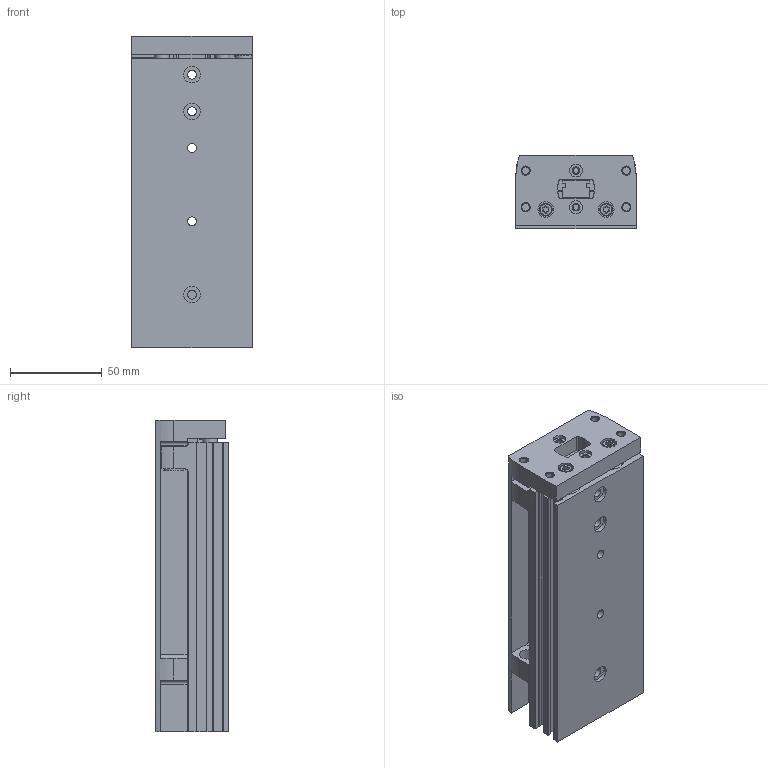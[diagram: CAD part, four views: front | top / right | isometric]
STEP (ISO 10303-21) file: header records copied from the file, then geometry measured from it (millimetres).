
FILE_DESCRIPTION(/* description */ ('STEP AP214'),/* implementation_level */ '2;1');
FILE_NAME(/* name */ '8078859_DGST-16-100-E1A',/* time_stamp */ '2024-08-16T06:19:52+02:00',/* author */ ('License CC BY-ND 4.0'),/* organization */ ('CADENAS'),/* preprocessor_version */ 'ST-DEVELOPER v19.3',/* originating_system */ 'PARTsolutions',/* authorisation */ ' ');
FILE_SCHEMA (('AUTOMOTIVE_DESIGN {1 0 10303 214 3 1 1}'));
Length unit declared in the file: millimetre
Products named in the file (3): 8078859 DGST-16-100-E1A---(0-high); 8073895 DGST-16-100---E1---(mechanical-high)h; 8073895 DGST-16-100---(mechanical-high)s
Assembly tree (2 placements, depth 2):
  8078859 DGST-16-100-E1A---(0-high)
    8073895 DGST-16-100---E1---(mechanical-high)h
    8073895 DGST-16-100---(mechanical-high)s
Bounding box: 66 x 40 x 170 mm (x, y, z)
Volume: 324179.2 mm3; surface area: 101122.6 mm2
Topology: 2 solids, 2 shells, 464 faces, 1120 edges, 734 vertices
Faces by surface type: cylinder 232, plane 192, cone 29, torus 11
Full cylindrical faces by diameter (mm): 3.242 x4, 4.134 x12, 4.917 x5, 5 x3, 6 x8, 7 x8, 7.2 x1, 8 x4, 8.1 x2, 8.5 x2, 8.917 x2, 9 x3, 9.5 x6, 10 x4, 11 x2, 16 x6
Entity records: 14735 total; most frequent: DIRECTION 2440, CARTESIAN_POINT 2229, ORIENTED_EDGE 2008, EDGE_CURVE 1004, AXIS2_PLACEMENT_3D 977, VERTEX_POINT 730, EDGE_LOOP 674, FACE_BOUND 674
